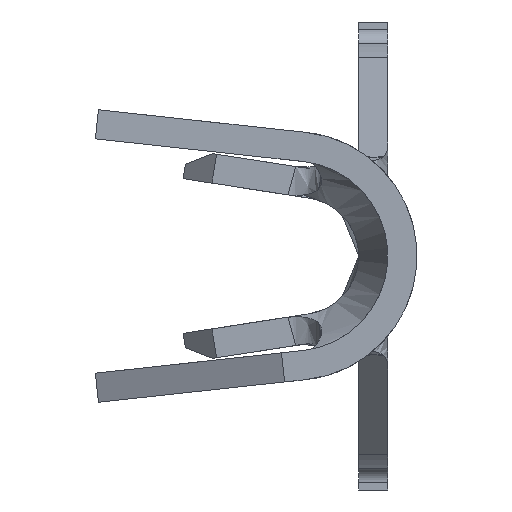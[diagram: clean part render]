
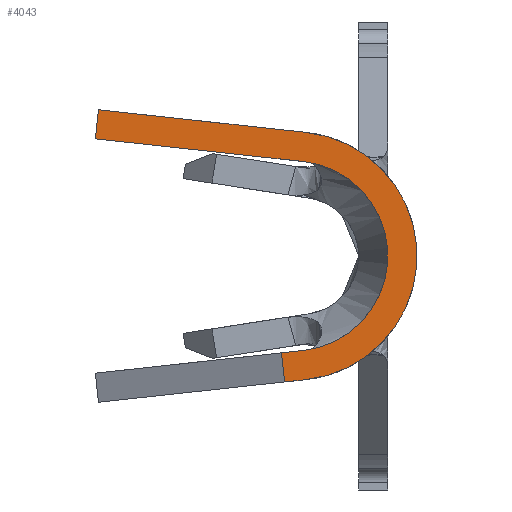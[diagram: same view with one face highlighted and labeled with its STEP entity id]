
A CAD part, left-side view. The second image highlights one B-rep face of the part: STEP entity #4043.
In plain terms, the highlighted planar face has unit normal (-1, 0, 0).
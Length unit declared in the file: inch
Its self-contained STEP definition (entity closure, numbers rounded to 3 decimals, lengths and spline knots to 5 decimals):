
#369 = VERTEX_POINT ( 'NONE', #4863 ) ;
#396 = CARTESIAN_POINT ( 'NONE',  ( -0.53, 0.065, 0. ) ) ;
#461 = EDGE_LOOP ( 'NONE', ( #7172, #5892, #4893, #4773, #5968, #2993, #7194, #1321 ) ) ;
#592 = LINE ( 'NONE', #2864, #2437 ) ;
#643 = VECTOR ( 'NONE', #5141, 39.37008 ) ;
#674 = VERTEX_POINT ( 'NONE', #5178 ) ;
#929 = EDGE_CURVE ( 'NONE', #369, #2520, #3978, .T. ) ;
#955 = LINE ( 'NONE', #3217, #4808 ) ;
#971 = DIRECTION ( 'NONE',  ( 0., 0.108, -0.994 ) ) ;
#1196 = VERTEX_POINT ( 'NONE', #1938 ) ;
#1321 = ORIENTED_EDGE ( 'NONE', *, *, #6949, .T. ) ;
#1414 = VERTEX_POINT ( 'NONE', #5716 ) ;
#1541 = CARTESIAN_POINT ( 'NONE',  ( -0.53, 0.065, 0. ) ) ;
#1653 = VERTEX_POINT ( 'NONE', #6744 ) ;
#1938 = CARTESIAN_POINT ( 'NONE',  ( -0.53, 0.05578, -0.0845 ) ) ;
#2208 = AXIS2_PLACEMENT_3D ( 'NONE', #1541, #3808, #6081 ) ;
#2235 = CARTESIAN_POINT ( 'NONE',  ( -0.53, 0.05795, -0.06462 ) ) ;
#2299 = CARTESIAN_POINT ( 'NONE',  ( -0.53, 0.065, 0. ) ) ;
#2437 = VECTOR ( 'NONE', #5129, 39.37008 ) ;
#2506 = LINE ( 'NONE', #4763, #6534 ) ;
#2520 = VERTEX_POINT ( 'NONE', #7353 ) ;
#2676 = DIRECTION ( 'NONE',  ( -1., 0., 0. ) ) ;
#2702 = VECTOR ( 'NONE', #4492, 39.37008 ) ;
#2864 = CARTESIAN_POINT ( 'NONE',  ( -0.53, 0.05795, 0.06462 ) ) ;
#2875 = CARTESIAN_POINT ( 'NONE',  ( -0.53, 0.07276, -0.06623 ) ) ;
#2993 = ORIENTED_EDGE ( 'NONE', *, *, #4939, .T. ) ;
#3153 = VECTOR ( 'NONE', #971, 39.37008 ) ;
#3177 = EDGE_CURVE ( 'NONE', #1653, #674, #955, .T. ) ;
#3217 = CARTESIAN_POINT ( 'NONE',  ( -0.53, 0.05578, 0.0845 ) ) ;
#3233 = FACE_OUTER_BOUND ( 'NONE', #461, .T. ) ;
#3628 = VERTEX_POINT ( 'NONE', #3891 ) ;
#3789 = LINE ( 'NONE', #6064, #3153 ) ;
#3808 = DIRECTION ( 'NONE',  ( -1., 0., 0. ) ) ;
#3891 = CARTESIAN_POINT ( 'NONE',  ( -0.53, 0.07059, -0.08611 ) ) ;
#3978 = CIRCLE ( 'NONE', #7216, 0.065 ) ;
#4028 = EDGE_CURVE ( 'NONE', #674, #4732, #3789, .T. ) ;
#4043 = ADVANCED_FACE ( 'NONE', ( #3233 ), #5499, .T. ) ;
#4187 = CARTESIAN_POINT ( 'NONE',  ( -0.53, 0.2, 0.08012 ) ) ;
#4492 = DIRECTION ( 'NONE',  ( 0., 0.994, -0.108 ) ) ;
#4559 = DIRECTION ( 'NONE',  ( 1., 0., 0. ) ) ;
#4575 = EDGE_CURVE ( 'NONE', #1414, #3628, #6267, .T. ) ;
#4732 = VERTEX_POINT ( 'NONE', #4187 ) ;
#4763 = CARTESIAN_POINT ( 'NONE',  ( -0.53, 0.05578, -0.0845 ) ) ;
#4773 = ORIENTED_EDGE ( 'NONE', *, *, #3177, .T. ) ;
#4808 = VECTOR ( 'NONE', #5485, 39.37008 ) ;
#4863 = CARTESIAN_POINT ( 'NONE',  ( -0.53, 0.05795, 0.06462 ) ) ;
#4893 = ORIENTED_EDGE ( 'NONE', *, *, #6397, .T. ) ;
#4939 = EDGE_CURVE ( 'NONE', #4732, #369, #592, .T. ) ;
#4942 = DIRECTION ( 'NONE',  ( 0., 0., 1. ) ) ;
#5129 = DIRECTION ( 'NONE',  ( 0., -0.994, -0.108 ) ) ;
#5141 = DIRECTION ( 'NONE',  ( 0., -0.108, -0.994 ) ) ;
#5178 = CARTESIAN_POINT ( 'NONE',  ( -0.53, 0.19783, 0.1 ) ) ;
#5431 = CIRCLE ( 'NONE', #2208, 0.085 ) ;
#5485 = DIRECTION ( 'NONE',  ( 0., 0.994, 0.108 ) ) ;
#5499 = PLANE ( 'NONE',  #7301 ) ;
#5716 = CARTESIAN_POINT ( 'NONE',  ( -0.53, 0.07276, -0.06623 ) ) ;
#5892 = ORIENTED_EDGE ( 'NONE', *, *, #7176, .T. ) ;
#5968 = ORIENTED_EDGE ( 'NONE', *, *, #4028, .T. ) ;
#6064 = CARTESIAN_POINT ( 'NONE',  ( -0.53, 0.2, 0.08012 ) ) ;
#6081 = DIRECTION ( 'NONE',  ( 0., 0., 1. ) ) ;
#6267 = LINE ( 'NONE', #2875, #643 ) ;
#6397 = EDGE_CURVE ( 'NONE', #1196, #1653, #5431, .T. ) ;
#6534 = VECTOR ( 'NONE', #7048, 39.37008 ) ;
#6744 = CARTESIAN_POINT ( 'NONE',  ( -0.53, 0.05578, 0.0845 ) ) ;
#6840 = DIRECTION ( 'NONE',  ( 0., 0., 1. ) ) ;
#6949 = EDGE_CURVE ( 'NONE', #2520, #1414, #7336, .T. ) ;
#7048 = DIRECTION ( 'NONE',  ( 0., -0.994, 0.108 ) ) ;
#7172 = ORIENTED_EDGE ( 'NONE', *, *, #4575, .T. ) ;
#7176 = EDGE_CURVE ( 'NONE', #3628, #1196, #2506, .T. ) ;
#7194 = ORIENTED_EDGE ( 'NONE', *, *, #929, .T. ) ;
#7216 = AXIS2_PLACEMENT_3D ( 'NONE', #2299, #4559, #6840 ) ;
#7301 = AXIS2_PLACEMENT_3D ( 'NONE', #396, #2676, #4942 ) ;
#7336 = LINE ( 'NONE', #2235, #2702 ) ;
#7353 = CARTESIAN_POINT ( 'NONE',  ( -0.53, 0.05795, -0.06462 ) ) ;
